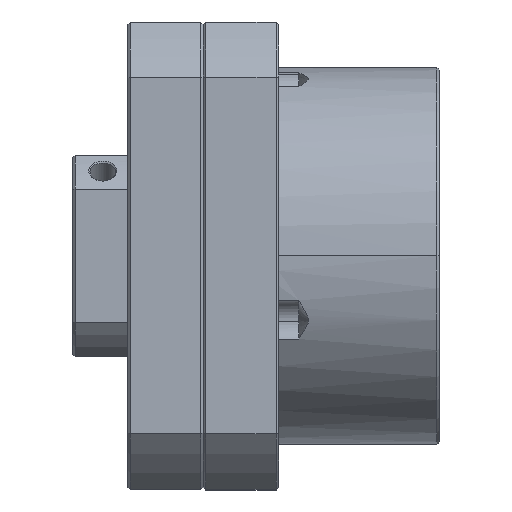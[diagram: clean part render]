
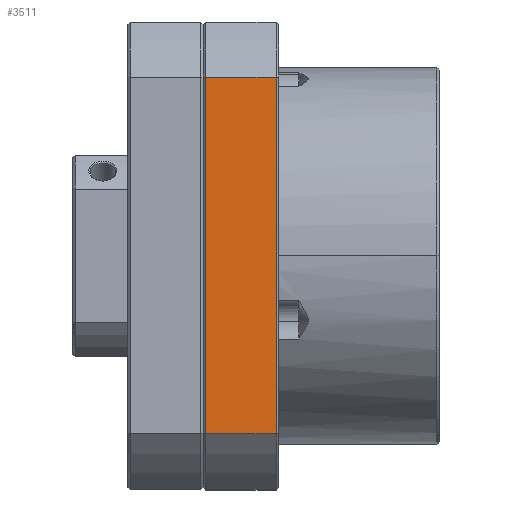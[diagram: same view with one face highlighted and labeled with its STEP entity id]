
A CAD part, top view. The second image highlights one B-rep face of the part: STEP entity #3511.
In plain terms, the highlighted planar face has unit normal (0, 0, 1).
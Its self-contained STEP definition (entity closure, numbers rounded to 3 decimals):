
#233 = ORIENTED_EDGE ( 'NONE', *, *, #3863, .F. ) ;
#234 = ORIENTED_EDGE ( 'NONE', *, *, #3820, .T. ) ;
#235 = ORIENTED_EDGE ( 'NONE', *, *, #3861, .T. ) ;
#236 = ORIENTED_EDGE ( 'NONE', *, *, #3856, .F. ) ;
#1877 = AXIS2_PLACEMENT_3D ( 'NONE', #5925, #5928, #5929 ) ;
#3511 = ADVANCED_FACE ( 'NONE', ( #6526 ), #5926, .T. ) ;
#3820 = EDGE_CURVE ( 'NONE', #6862, #6882, #9004, .T. ) ;
#3856 = EDGE_CURVE ( 'NONE', #6885, #6873, #9046, .T. ) ;
#3861 = EDGE_CURVE ( 'NONE', #6882, #6873, #9039, .T. ) ;
#3863 = EDGE_CURVE ( 'NONE', #6862, #6885, #9050, .T. ) ;
#5925 = CARTESIAN_POINT ( 'NONE',  ( 47., -46.5, 46.5 ) ) ;
#5926 = PLANE ( 'NONE',  #1877 ) ;
#5928 = DIRECTION ( 'NONE',  ( 0., 0., 1. ) ) ;
#5929 = DIRECTION ( 'NONE',  ( 0., -1., 0. ) ) ;
#6526 = FACE_OUTER_BOUND ( 'NONE', #11575, .T. ) ;
#6862 = VERTEX_POINT ( 'NONE', #10424 ) ;
#6873 = VERTEX_POINT ( 'NONE', #10434 ) ;
#6882 = VERTEX_POINT ( 'NONE', #10442 ) ;
#6885 = VERTEX_POINT ( 'NONE', #10445 ) ;
#7893 = CARTESIAN_POINT ( 'NONE',  ( 14.5, -46.5, 46.5 ) ) ;
#7898 = DIRECTION ( 'NONE',  ( 0., 1., 0. ) ) ;
#8070 = CARTESIAN_POINT ( 'NONE',  ( 0.5, 31., 46.5 ) ) ;
#8072 = DIRECTION ( 'NONE',  ( 0., 1., 0. ) ) ;
#8085 = CARTESIAN_POINT ( 'NONE',  ( 47., 35.496, 46.5 ) ) ;
#8086 = DIRECTION ( 'NONE',  ( -1., 0., 0. ) ) ;
#8091 = CARTESIAN_POINT ( 'NONE',  ( -94.469, -35.496, 46.5 ) ) ;
#8092 = DIRECTION ( 'NONE',  ( -1., 0., 0. ) ) ;
#9001 = VECTOR ( 'NONE', #7898, 1000. ) ;
#9004 = LINE ( 'NONE', #7893, #9001 ) ;
#9039 = LINE ( 'NONE', #8085, #9049 ) ;
#9046 = LINE ( 'NONE', #8070, #9047 ) ;
#9047 = VECTOR ( 'NONE', #8072, 1000. ) ;
#9049 = VECTOR ( 'NONE', #8086, 1000. ) ;
#9050 = LINE ( 'NONE', #8091, #9053 ) ;
#9053 = VECTOR ( 'NONE', #8092, 1000. ) ;
#10424 = CARTESIAN_POINT ( 'NONE',  ( 14.5, -35.496, 46.5 ) ) ;
#10434 = CARTESIAN_POINT ( 'NONE',  ( 0.5, 35.496, 46.5 ) ) ;
#10442 = CARTESIAN_POINT ( 'NONE',  ( 14.5, 35.496, 46.5 ) ) ;
#10445 = CARTESIAN_POINT ( 'NONE',  ( 0.5, -35.496, 46.5 ) ) ;
#11575 = EDGE_LOOP ( 'NONE', ( #233, #234, #235, #236 ) ) ;
